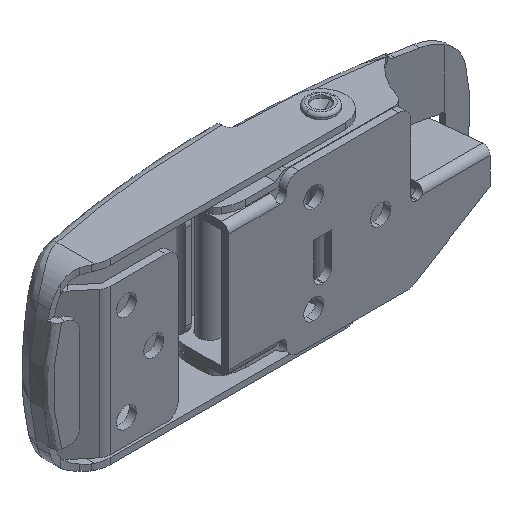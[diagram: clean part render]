
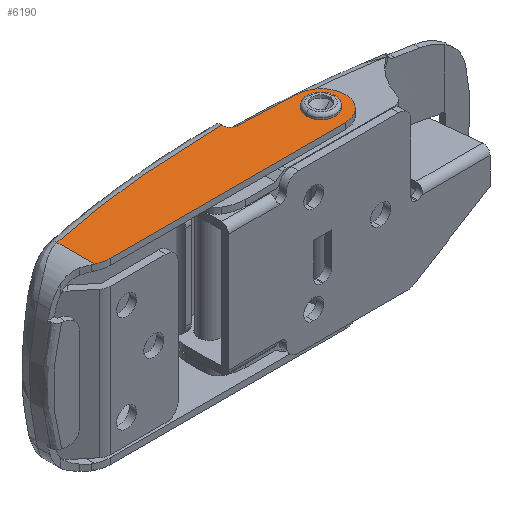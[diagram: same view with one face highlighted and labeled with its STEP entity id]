
A CAD part, isometric view. The second image highlights one B-rep face of the part: STEP entity #6190.
In plain terms, the highlighted planar face has unit normal (0, 0, 1).
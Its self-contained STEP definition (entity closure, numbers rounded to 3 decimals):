
#335 = CARTESIAN_POINT ( 'NONE',  ( -38.672, -4., 14.7 ) ) ;
#336 = CARTESIAN_POINT ( 'NONE',  ( 0., -4., 14.7 ) ) ;
#438 = CARTESIAN_POINT ( 'NONE',  ( 0., 0., 14.7 ) ) ;
#439 = DIRECTION ( 'NONE',  ( 0., 0., 1. ) ) ;
#440 = DIRECTION ( 'NONE',  ( 1., 0., 0. ) ) ;
#933 = EDGE_LOOP ( 'NONE', ( #1865, #1867, #1866, #1868, #1870, #1869, #1871, #1872 ) ) ;
#940 = EDGE_LOOP ( 'NONE', ( #1875, #1873 ) ) ;
#1839 = VERTEX_POINT ( 'NONE', #3478 ) ;
#1857 = VERTEX_POINT ( 'NONE', #3496 ) ;
#1865 = ORIENTED_EDGE ( 'NONE', *, *, #2224, .T. ) ;
#1866 = ORIENTED_EDGE ( 'NONE', *, *, #2966, .T. ) ;
#1867 = ORIENTED_EDGE ( 'NONE', *, *, #2223, .T. ) ;
#1868 = ORIENTED_EDGE ( 'NONE', *, *, #2225, .T. ) ;
#1869 = ORIENTED_EDGE ( 'NONE', *, *, #2227, .T. ) ;
#1870 = ORIENTED_EDGE ( 'NONE', *, *, #2226, .T. ) ;
#1871 = ORIENTED_EDGE ( 'NONE', *, *, #2218, .T. ) ;
#1872 = ORIENTED_EDGE ( 'NONE', *, *, #2228, .T. ) ;
#1873 = ORIENTED_EDGE ( 'NONE', *, *, #2229, .F. ) ;
#1875 = ORIENTED_EDGE ( 'NONE', *, *, #9140, .F. ) ;
#2218 = EDGE_CURVE ( 'NONE', #9291, #9290, #2584, .T. ) ;
#2223 = EDGE_CURVE ( 'NONE', #9294, #8317, #7756, .T. ) ;
#2224 = EDGE_CURVE ( 'NONE', #9293, #9294, #2587, .T. ) ;
#2225 = EDGE_CURVE ( 'NONE', #8318, #9295, #7743, .T. ) ;
#2226 = EDGE_CURVE ( 'NONE', #9295, #9296, #2588, .T. ) ;
#2227 = EDGE_CURVE ( 'NONE', #9296, #9291, #7741, .T. ) ;
#2228 = EDGE_CURVE ( 'NONE', #9290, #9293, #8595, .T. ) ;
#2229 = EDGE_CURVE ( 'NONE', #1857, #1839, #7759, .T. ) ;
#2282 = CIRCLE ( 'NONE', #2285, 1.85 ) ;
#2285 = AXIS2_PLACEMENT_3D ( 'NONE', #438, #439, #440 ) ;
#2584 = LINE ( 'NONE', #6397, #7748 ) ;
#2587 = LINE ( 'NONE', #6412, #7757 ) ;
#2588 = LINE ( 'NONE', #6417, #7760 ) ;
#2650 = LINE ( 'NONE', #5025, #4697 ) ;
#2966 = EDGE_CURVE ( 'NONE', #8317, #8318, #2650, .T. ) ;
#3478 = CARTESIAN_POINT ( 'NONE',  ( -1.85, 0., 14.7 ) ) ;
#3496 = CARTESIAN_POINT ( 'NONE',  ( 1.85, 0., 14.7 ) ) ;
#4697 = VECTOR ( 'NONE', #5027, 1000. ) ;
#5025 = CARTESIAN_POINT ( 'NONE',  ( 0., -4., 14.7 ) ) ;
#5027 = DIRECTION ( 'NONE',  ( 1., 0., 0. ) ) ;
#5689 = FACE_OUTER_BOUND ( 'NONE', #933, .T. ) ;
#5690 = FACE_BOUND ( 'NONE', #940, .T. ) ;
#6190 = ADVANCED_FACE ( 'NONE', ( #5689, #5690 ), #10086, .T. ) ;
#6397 = CARTESIAN_POINT ( 'NONE',  ( -10.5, 7.3, 14.7 ) ) ;
#6398 = DIRECTION ( 'NONE',  ( 0., 1., 0. ) ) ;
#6409 = CARTESIAN_POINT ( 'NONE',  ( -38.672, 1., 14.7 ) ) ;
#6410 = DIRECTION ( 'NONE',  ( 0., 0., 1. ) ) ;
#6411 = DIRECTION ( 'NONE',  ( 1., 0., 0. ) ) ;
#6412 = CARTESIAN_POINT ( 'NONE',  ( -40.795, -4., 14.7 ) ) ;
#6413 = DIRECTION ( 'NONE',  ( 0., -1., 0. ) ) ;
#6414 = CARTESIAN_POINT ( 'NONE',  ( 0., 0., 14.7 ) ) ;
#6415 = DIRECTION ( 'NONE',  ( 0., 0., 1. ) ) ;
#6416 = DIRECTION ( 'NONE',  ( 1., 0., 0. ) ) ;
#6417 = CARTESIAN_POINT ( 'NONE',  ( 0.189, 3.996, 14.7 ) ) ;
#6418 = DIRECTION ( 'NONE',  ( -0.999, 0.047, 0. ) ) ;
#6419 = CARTESIAN_POINT ( 'NONE',  ( -9.3, 5.645, 14.7 ) ) ;
#6420 = DIRECTION ( 'NONE',  ( 0., 0., -1. ) ) ;
#6421 = DIRECTION ( 'NONE',  ( -1., 0., 0. ) ) ;
#6422 = CARTESIAN_POINT ( 'NONE',  ( -10.5, 5.8, 14.7 ) ) ;
#6423 = CARTESIAN_POINT ( 'NONE',  ( -15.586, 5.795, 14.7 ) ) ;
#6424 = CARTESIAN_POINT ( 'NONE',  ( -20.662, 5.529, 14.7 ) ) ;
#6425 = CARTESIAN_POINT ( 'NONE',  ( -30.795, 4.474, 14.7 ) ) ;
#6426 = CARTESIAN_POINT ( 'NONE',  ( -35.817, 3.69, 14.7 ) ) ;
#6427 = CARTESIAN_POINT ( 'NONE',  ( -40.795, 2.647, 14.7 ) ) ;
#6428 = CARTESIAN_POINT ( 'NONE',  ( 0., 0., 14.7 ) ) ;
#6429 = DIRECTION ( 'NONE',  ( 0., 0., 1. ) ) ;
#6430 = DIRECTION ( 'NONE',  ( 1., 0., 0. ) ) ;
#7233 = CARTESIAN_POINT ( 'NONE',  ( -10.5, 5.8, 14.7 ) ) ;
#7234 = CARTESIAN_POINT ( 'NONE',  ( -10.5, 5.645, 14.7 ) ) ;
#7236 = CARTESIAN_POINT ( 'NONE',  ( -40.795, 2.647, 14.7 ) ) ;
#7237 = CARTESIAN_POINT ( 'NONE',  ( -40.795, -3.527, 14.7 ) ) ;
#7238 = CARTESIAN_POINT ( 'NONE',  ( 0.189, 3.996, 14.7 ) ) ;
#7239 = CARTESIAN_POINT ( 'NONE',  ( -9.357, 4.446, 14.7 ) ) ;
#7741 = CIRCLE ( 'NONE', #7761, 1.2 ) ;
#7743 = CIRCLE ( 'NONE', #7758, 4. ) ;
#7748 = VECTOR ( 'NONE', #6398, 1000. ) ;
#7754 = AXIS2_PLACEMENT_3D ( 'NONE', #6409, #6410, #6411 ) ;
#7756 = CIRCLE ( 'NONE', #7754, 5. ) ;
#7757 = VECTOR ( 'NONE', #6413, 1000. ) ;
#7758 = AXIS2_PLACEMENT_3D ( 'NONE', #6414, #6415, #6416 ) ;
#7759 = CIRCLE ( 'NONE', #7762, 1.85 ) ;
#7760 = VECTOR ( 'NONE', #6418, 1000. ) ;
#7761 = AXIS2_PLACEMENT_3D ( 'NONE', #6419, #6420, #6421 ) ;
#7762 = AXIS2_PLACEMENT_3D ( 'NONE', #6428, #6429, #6430 ) ;
#8317 = VERTEX_POINT ( 'NONE', #335 ) ;
#8318 = VERTEX_POINT ( 'NONE', #336 ) ;
#8595 = B_SPLINE_CURVE_WITH_KNOTS ( 'NONE', 3,
 ( #6422, #6423, #6424, #6425, #6426, #6427 ),
 .UNSPECIFIED., .F., .F.,
 ( 4, 2, 4 ),
 ( 0., 0.5, 1. ),
 .UNSPECIFIED. ) ;
#9140 = EDGE_CURVE ( 'NONE', #1839, #1857, #2282, .T. ) ;
#9290 = VERTEX_POINT ( 'NONE', #7233 ) ;
#9291 = VERTEX_POINT ( 'NONE', #7234 ) ;
#9293 = VERTEX_POINT ( 'NONE', #7236 ) ;
#9294 = VERTEX_POINT ( 'NONE', #7237 ) ;
#9295 = VERTEX_POINT ( 'NONE', #7238 ) ;
#9296 = VERTEX_POINT ( 'NONE', #7239 ) ;
#10086 = PLANE ( 'NONE',  #11139 ) ;
#10087 = CARTESIAN_POINT ( 'NONE',  ( -10.357, -142.7, 14.7 ) ) ;
#10088 = DIRECTION ( 'NONE',  ( 0., 0., 1. ) ) ;
#10089 = DIRECTION ( 'NONE',  ( 1., 0., 0. ) ) ;
#11139 = AXIS2_PLACEMENT_3D ( 'NONE', #10087, #10088, #10089 ) ;
